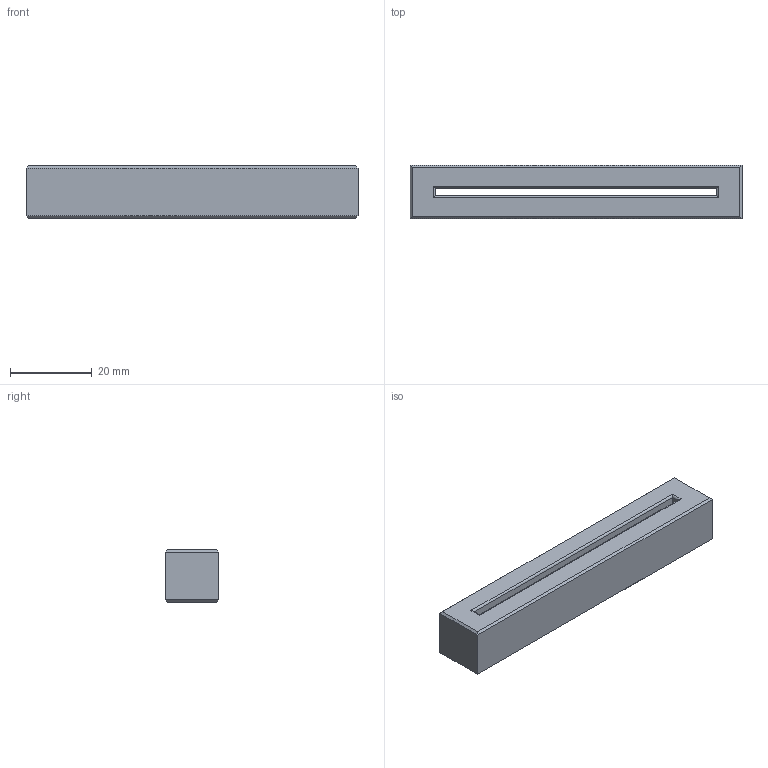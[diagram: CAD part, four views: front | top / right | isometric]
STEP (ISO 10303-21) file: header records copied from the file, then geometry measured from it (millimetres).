
FILE_DESCRIPTION (( 'STEP AP214' ), '1' );
FILE_NAME ('EC_FPL1_L81T13.2H13A68.6B1.9.STEP', '2023-11-20T16:54:40', ( '' ), ( '' ), 'SwSTEP 2.0', 'SolidWorks 2021', '' );
FILE_SCHEMA (( 'AUTOMOTIVE_DESIGN' ));
Length unit declared in the file: millimetre
Products named in the file (1): EC_FPL1_L81T13.2H13A68.6B1.9
Bounding box: 81 x 13 x 12.7 mm (x, y, z)
Volume: 11655.9 mm3; surface area: 5906.8 mm2
Topology: 4 solids, 4 shells, 83 faces, 209 edges, 134 vertices
Faces by surface type: plane 75, cylinder 8
Entity records: 2766 total; most frequent: CARTESIAN_POINT 451, ORIENTED_EDGE 418, DIRECTION 369, EDGE_CURVE 209, VECTOR 201, LINE 201, VERTEX_POINT 134, EDGE_LOOP 85
